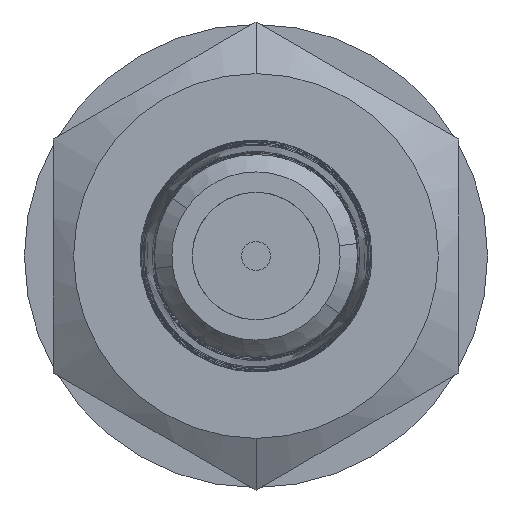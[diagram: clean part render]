
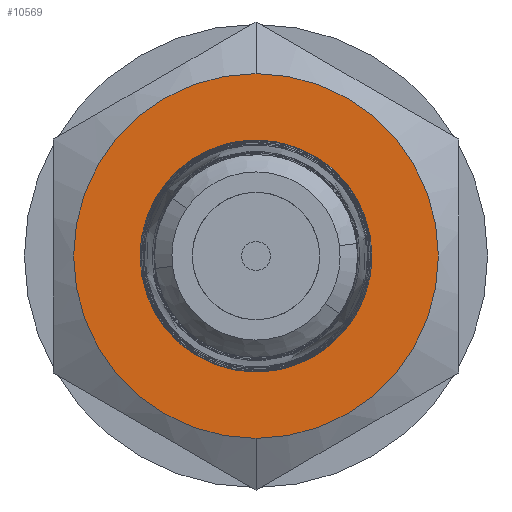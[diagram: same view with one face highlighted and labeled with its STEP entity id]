
A CAD part, front view. The second image highlights one B-rep face of the part: STEP entity #10569.
In plain terms, the highlighted face is planar.
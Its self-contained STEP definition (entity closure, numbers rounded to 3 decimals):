
#10260=CARTESIAN_POINT('',(0.,0.,2.544));
#10261=DIRECTION('',(0.,0.,1.));
#10262=DIRECTION('',(-1.,0.,0.));
#10263=AXIS2_PLACEMENT_3D('',#10260,#10261,#10262);
#10265=CARTESIAN_POINT('',(0.,0.,2.544));
#10266=DIRECTION('',(0.,0.,1.));
#10267=DIRECTION('',(1.,0.,0.));
#10268=AXIS2_PLACEMENT_3D('',#10265,#10266,#10267);
#10270=CARTESIAN_POINT('',(0.,0.,2.544));
#10271=DIRECTION('',(0.,0.,1.));
#10272=DIRECTION('',(0.,1.,0.));
#10273=AXIS2_PLACEMENT_3D('',#10270,#10271,#10272);
#10275=CARTESIAN_POINT('',(0.,0.,2.544));
#10276=DIRECTION('',(0.,0.,1.));
#10277=DIRECTION('',(0.,-1.,0.));
#10278=AXIS2_PLACEMENT_3D('',#10275,#10276,#10277);
#10477=CARTESIAN_POINT('',(-1.65,0.,2.544));
#10479=VERTEX_POINT('',#10477);
#10481=CARTESIAN_POINT('',(1.65,0.,2.544));
#10483=VERTEX_POINT('',#10481);
#10484=CARTESIAN_POINT('',(0.,3.15,2.544));
#10486=VERTEX_POINT('',#10484);
#10492=CARTESIAN_POINT('',(0.,-3.15,2.544));
#10494=VERTEX_POINT('',#10492);
#10554=CARTESIAN_POINT('',(0.,0.,2.544));
#10555=DIRECTION('',(0.,0.,1.));
#10556=DIRECTION('',(1.,0.,0.));
#10557=AXIS2_PLACEMENT_3D('',#10554,#10555,#10556);
#10558=PLANE('',#10557);
#10560=ORIENTED_EDGE('',*,*,#10559,.F.);
#10562=ORIENTED_EDGE('',*,*,#10561,.F.);
#10563=EDGE_LOOP('',(#10560,#10562));
#10564=FACE_OUTER_BOUND('',#10563,.F.);
#10565=ORIENTED_EDGE('',*,*,#10536,.T.);
#10566=ORIENTED_EDGE('',*,*,#10547,.T.);
#10567=EDGE_LOOP('',(#10565,#10566));
#10568=FACE_BOUND('',#10567,.F.);
#10569=ADVANCED_FACE('',(#10564,#10568),#10558,.T.);
#10264=CIRCLE('',#10263,1.65);
#10269=CIRCLE('',#10268,1.65);
#10274=CIRCLE('',#10273,3.15);
#10279=CIRCLE('',#10278,3.15);
#10536=EDGE_CURVE('',#10479,#10483,#10264,.T.);
#10547=EDGE_CURVE('',#10483,#10479,#10269,.T.);
#10559=EDGE_CURVE('',#10486,#10494,#10274,.T.);
#10561=EDGE_CURVE('',#10494,#10486,#10279,.T.);
